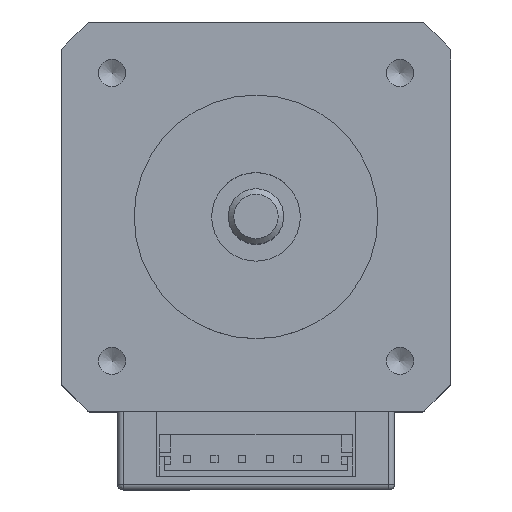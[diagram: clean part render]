
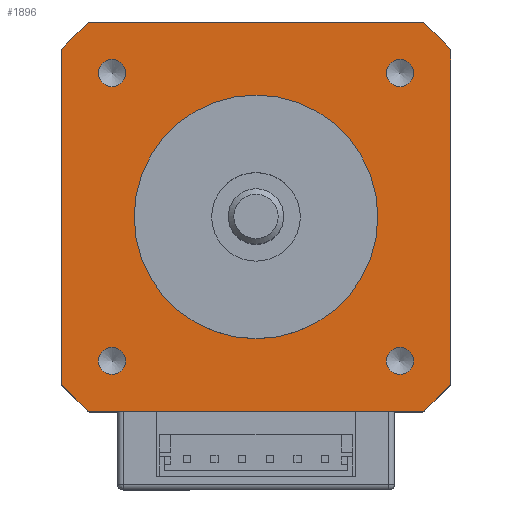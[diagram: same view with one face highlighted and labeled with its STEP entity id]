
A CAD part, top view. The second image highlights one B-rep face of the part: STEP entity #1896.
In plain terms, the highlighted planar face has unit normal (0, 0, 1).
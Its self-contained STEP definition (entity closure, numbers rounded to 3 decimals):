
#1586=CARTESIAN_POINT('',(0.,-11.,27.5));
#1587=VERTEX_POINT('',#1586);
#1588=CARTESIAN_POINT('',(0.,0.,27.5));
#1589=DIRECTION('',(0.0,0.0,-1.0));
#1590=DIRECTION('',(0.0,1.0,0.0));
#1591=AXIS2_PLACEMENT_3D('',#1588,#1589,#1590);
#1592=CIRCLE('',#1591,11.0);
#1593=EDGE_CURVE('',#1587,#1587,#1592,.T.);
#1634=CARTESIAN_POINT('',(-15.246,17.454,27.5));
#1635=VERTEX_POINT('',#1634);
#1642=CARTESIAN_POINT('',(-14.893,17.6,27.5));
#1643=VERTEX_POINT('',#1642);
#1644=CARTESIAN_POINT('',(-14.893,17.1,27.5));
#1645=DIRECTION('',(0.,0.,-1.0));
#1646=DIRECTION('',(-0.383,0.924,0.));
#1647=AXIS2_PLACEMENT_3D('',#1644,#1645,#1646);
#1648=CIRCLE('',#1647,0.5);
#1649=EDGE_CURVE('',#1635,#1643,#1648,.T.);
#1666=CARTESIAN_POINT('',(14.893,17.6,27.5));
#1667=VERTEX_POINT('',#1666);
#1668=CARTESIAN_POINT('',(-14.893,17.6,27.5));
#1669=DIRECTION('',(1.0,0.0,0.0));
#1670=VECTOR('',#1669,29.786);
#1671=LINE('',#1668,#1670);
#1672=EDGE_CURVE('',#1643,#1667,#1671,.T.);
#1723=CARTESIAN_POINT('',(8.594,-8.594,27.5));
#1724=DIRECTION('',(0.0,0.0,-1.0));
#1725=DIRECTION('',(0.0,1.0,0.0));
#1726=AXIS2_PLACEMENT_3D('',#1723,#1724,#1725);
#1727=PLANE('',#1726);
#1728=ORIENTED_EDGE('',*,*,#1649,.F.);
#1729=CARTESIAN_POINT('',(-17.454,15.246,27.5));
#1730=VERTEX_POINT('',#1729);
#1731=CARTESIAN_POINT('',(-17.454,15.246,27.5));
#1732=DIRECTION('',(0.707,0.707,0.0));
#1733=VECTOR('',#1732,3.121);
#1734=LINE('',#1731,#1733);
#1735=EDGE_CURVE('',#1730,#1635,#1734,.T.);
#1736=ORIENTED_EDGE('',*,*,#1735,.F.);
#1737=CARTESIAN_POINT('',(-17.6,14.893,27.5));
#1738=VERTEX_POINT('',#1737);
#1739=CARTESIAN_POINT('',(-17.1,14.893,27.5));
#1740=DIRECTION('',(0.,0.,-1.0));
#1741=DIRECTION('',(-0.924,0.383,0.));
#1742=AXIS2_PLACEMENT_3D('',#1739,#1740,#1741);
#1743=CIRCLE('',#1742,0.5);
#1744=EDGE_CURVE('',#1738,#1730,#1743,.T.);
#1745=ORIENTED_EDGE('',*,*,#1744,.F.);
#1746=CARTESIAN_POINT('',(-17.6,-14.893,27.5));
#1747=VERTEX_POINT('',#1746);
#1748=CARTESIAN_POINT('',(-17.6,-14.893,27.5));
#1749=DIRECTION('',(0.0,1.0,0.0));
#1750=VECTOR('',#1749,29.786);
#1751=LINE('',#1748,#1750);
#1752=EDGE_CURVE('',#1747,#1738,#1751,.T.);
#1753=ORIENTED_EDGE('',*,*,#1752,.F.);
#1754=CARTESIAN_POINT('',(-17.454,-15.246,27.5));
#1755=VERTEX_POINT('',#1754);
#1756=CARTESIAN_POINT('',(-17.1,-14.893,27.5));
#1757=DIRECTION('',(0.,0.,-1.0));
#1758=DIRECTION('',(-0.924,-0.383,0.));
#1759=AXIS2_PLACEMENT_3D('',#1756,#1757,#1758);
#1760=CIRCLE('',#1759,0.5);
#1761=EDGE_CURVE('',#1755,#1747,#1760,.T.);
#1762=ORIENTED_EDGE('',*,*,#1761,.F.);
#1763=CARTESIAN_POINT('',(-15.246,-17.454,27.5));
#1764=VERTEX_POINT('',#1763);
#1765=CARTESIAN_POINT('',(-15.246,-17.454,27.5));
#1766=DIRECTION('',(-0.707,0.707,0.0));
#1767=VECTOR('',#1766,3.121);
#1768=LINE('',#1765,#1767);
#1769=EDGE_CURVE('',#1764,#1755,#1768,.T.);
#1770=ORIENTED_EDGE('',*,*,#1769,.F.);
#1771=CARTESIAN_POINT('',(-14.893,-17.6,27.5));
#1772=VERTEX_POINT('',#1771);
#1773=CARTESIAN_POINT('',(-14.893,-17.1,27.5));
#1774=DIRECTION('',(0.,0.,-1.));
#1775=DIRECTION('',(-0.383,-0.924,0.));
#1776=AXIS2_PLACEMENT_3D('',#1773,#1774,#1775);
#1777=CIRCLE('',#1776,0.5);
#1778=EDGE_CURVE('',#1772,#1764,#1777,.T.);
#1779=ORIENTED_EDGE('',*,*,#1778,.F.);
#1780=CARTESIAN_POINT('',(14.893,-17.6,27.5));
#1781=VERTEX_POINT('',#1780);
#1782=CARTESIAN_POINT('',(14.893,-17.6,27.5));
#1783=DIRECTION('',(-1.0,0.0,0.0));
#1784=VECTOR('',#1783,29.786);
#1785=LINE('',#1782,#1784);
#1786=EDGE_CURVE('',#1781,#1772,#1785,.T.);
#1787=ORIENTED_EDGE('',*,*,#1786,.F.);
#1788=CARTESIAN_POINT('',(15.246,-17.454,27.5));
#1789=VERTEX_POINT('',#1788);
#1790=CARTESIAN_POINT('',(14.893,-17.1,27.5));
#1791=DIRECTION('',(0.,0.,-1.0));
#1792=DIRECTION('',(0.383,-0.924,0.));
#1793=AXIS2_PLACEMENT_3D('',#1790,#1791,#1792);
#1794=CIRCLE('',#1793,0.5);
#1795=EDGE_CURVE('',#1789,#1781,#1794,.T.);
#1796=ORIENTED_EDGE('',*,*,#1795,.F.);
#1797=CARTESIAN_POINT('',(17.454,-15.246,27.5));
#1798=VERTEX_POINT('',#1797);
#1799=CARTESIAN_POINT('',(17.454,-15.246,27.5));
#1800=DIRECTION('',(-0.707,-0.707,0.0));
#1801=VECTOR('',#1800,3.121);
#1802=LINE('',#1799,#1801);
#1803=EDGE_CURVE('',#1798,#1789,#1802,.T.);
#1804=ORIENTED_EDGE('',*,*,#1803,.F.);
#1805=CARTESIAN_POINT('',(17.6,-14.893,27.5));
#1806=VERTEX_POINT('',#1805);
#1807=CARTESIAN_POINT('',(17.1,-14.893,27.5));
#1808=DIRECTION('',(0.,0.,-1.0));
#1809=DIRECTION('',(0.924,-0.383,0.));
#1810=AXIS2_PLACEMENT_3D('',#1807,#1808,#1809);
#1811=CIRCLE('',#1810,0.5);
#1812=EDGE_CURVE('',#1806,#1798,#1811,.T.);
#1813=ORIENTED_EDGE('',*,*,#1812,.F.);
#1814=CARTESIAN_POINT('',(17.6,14.893,27.5));
#1815=VERTEX_POINT('',#1814);
#1816=CARTESIAN_POINT('',(17.6,14.893,27.5));
#1817=DIRECTION('',(0.0,-1.0,0.0));
#1818=VECTOR('',#1817,29.786);
#1819=LINE('',#1816,#1818);
#1820=EDGE_CURVE('',#1815,#1806,#1819,.T.);
#1821=ORIENTED_EDGE('',*,*,#1820,.F.);
#1822=CARTESIAN_POINT('',(17.454,15.246,27.5));
#1823=VERTEX_POINT('',#1822);
#1824=CARTESIAN_POINT('',(17.1,14.893,27.5));
#1825=DIRECTION('',(0.,0.,-1.0));
#1826=DIRECTION('',(0.924,0.383,0.));
#1827=AXIS2_PLACEMENT_3D('',#1824,#1825,#1826);
#1828=CIRCLE('',#1827,0.5);
#1829=EDGE_CURVE('',#1823,#1815,#1828,.T.);
#1830=ORIENTED_EDGE('',*,*,#1829,.F.);
#1831=CARTESIAN_POINT('',(15.246,17.454,27.5));
#1832=VERTEX_POINT('',#1831);
#1833=CARTESIAN_POINT('',(15.246,17.454,27.5));
#1834=DIRECTION('',(0.707,-0.707,0.0));
#1835=VECTOR('',#1834,3.121);
#1836=LINE('',#1833,#1835);
#1837=EDGE_CURVE('',#1832,#1823,#1836,.T.);
#1838=ORIENTED_EDGE('',*,*,#1837,.F.);
#1839=CARTESIAN_POINT('',(14.893,17.1,27.5));
#1840=DIRECTION('',(0.,0.,-1.));
#1841=DIRECTION('',(0.383,0.924,0.));
#1842=AXIS2_PLACEMENT_3D('',#1839,#1840,#1841);
#1843=CIRCLE('',#1842,0.5);
#1844=EDGE_CURVE('',#1667,#1832,#1843,.T.);
#1845=ORIENTED_EDGE('',*,*,#1844,.F.);
#1846=ORIENTED_EDGE('',*,*,#1672,.F.);
#1847=EDGE_LOOP('',(#1728,#1736,#1745,#1753,#1762,#1770,#1779,#1787,#1796,#1804,#1813,#1821,#1830,#1838,#1845,#1846));
#1848=FACE_OUTER_BOUND('',#1847,.T.);
#1849=ORIENTED_EDGE('',*,*,#1593,.T.);
#1850=EDGE_LOOP('',(#1849));
#1851=FACE_BOUND('',#1850,.T.);
#1852=CARTESIAN_POINT('',(-13.,11.77,27.5));
#1853=VERTEX_POINT('',#1852);
#1854=CARTESIAN_POINT('',(-13.,13.,27.5));
#1855=DIRECTION('',(0.0,0.0,-1.0));
#1856=DIRECTION('',(0.0,-1.0,0.0));
#1857=AXIS2_PLACEMENT_3D('',#1854,#1855,#1856);
#1858=CIRCLE('',#1857,1.23);
#1859=EDGE_CURVE('',#1853,#1853,#1858,.T.);
#1860=ORIENTED_EDGE('',*,*,#1859,.T.);
#1861=EDGE_LOOP('',(#1860));
#1862=FACE_BOUND('',#1861,.T.);
#1863=CARTESIAN_POINT('',(-13.,-14.23,27.5));
#1864=VERTEX_POINT('',#1863);
#1865=CARTESIAN_POINT('',(-13.,-13.,27.5));
#1866=DIRECTION('',(0.0,0.0,-1.0));
#1867=DIRECTION('',(0.0,-1.0,0.0));
#1868=AXIS2_PLACEMENT_3D('',#1865,#1866,#1867);
#1869=CIRCLE('',#1868,1.23);
#1870=EDGE_CURVE('',#1864,#1864,#1869,.T.);
#1871=ORIENTED_EDGE('',*,*,#1870,.T.);
#1872=EDGE_LOOP('',(#1871));
#1873=FACE_BOUND('',#1872,.T.);
#1874=CARTESIAN_POINT('',(13.,-14.229,27.5));
#1875=VERTEX_POINT('',#1874);
#1876=CARTESIAN_POINT('',(13.,-13.,27.5));
#1877=DIRECTION('',(0.0,0.0,-1.0));
#1878=DIRECTION('',(0.0,-1.0,0.0));
#1879=AXIS2_PLACEMENT_3D('',#1876,#1877,#1878);
#1880=CIRCLE('',#1879,1.23);
#1881=EDGE_CURVE('',#1875,#1875,#1880,.T.);
#1882=ORIENTED_EDGE('',*,*,#1881,.T.);
#1883=EDGE_LOOP('',(#1882));
#1884=FACE_BOUND('',#1883,.T.);
#1885=CARTESIAN_POINT('',(13.,11.771,27.5));
#1886=VERTEX_POINT('',#1885);
#1887=CARTESIAN_POINT('',(13.,13.,27.5));
#1888=DIRECTION('',(0.0,0.0,-1.0));
#1889=DIRECTION('',(0.0,-1.0,0.0));
#1890=AXIS2_PLACEMENT_3D('',#1887,#1888,#1889);
#1891=CIRCLE('',#1890,1.23);
#1892=EDGE_CURVE('',#1886,#1886,#1891,.T.);
#1893=ORIENTED_EDGE('',*,*,#1892,.T.);
#1894=EDGE_LOOP('',(#1893));
#1895=FACE_BOUND('',#1894,.T.);
#1896=ADVANCED_FACE('',(#1848,#1851,#1862,#1873,#1884,#1895),#1727,.F.);
